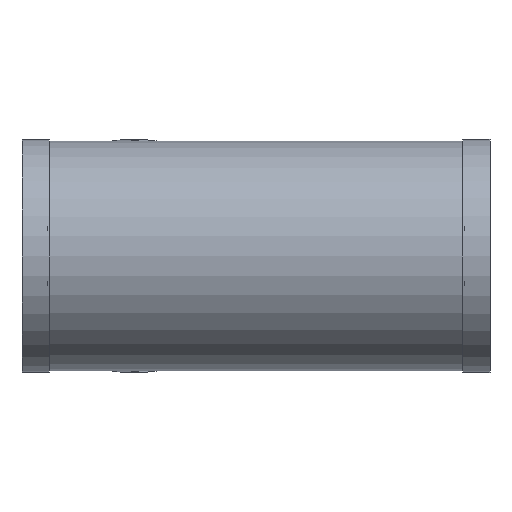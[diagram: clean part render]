
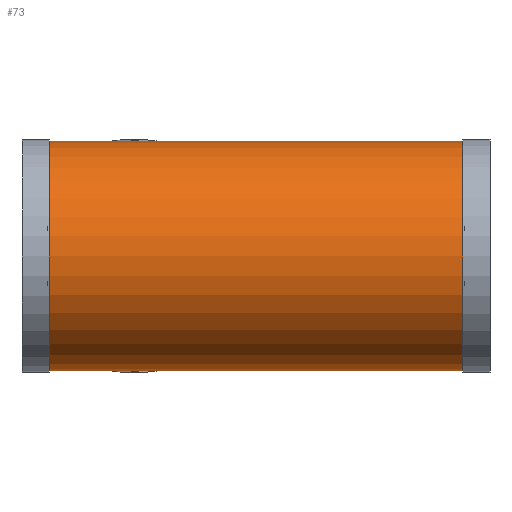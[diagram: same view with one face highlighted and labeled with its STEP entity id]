
A CAD part, front view. The second image highlights one B-rep face of the part: STEP entity #73.
In plain terms, the highlighted cylindrical face has radius 225 mm (diameter 450 mm), a full revolution.
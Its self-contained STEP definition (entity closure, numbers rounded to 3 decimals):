
#73 = ADVANCED_FACE( '', ( #159, #160, #161 ), #162, .T. );
#159 = FACE_OUTER_BOUND( '', #244, .T. );
#160 = FACE_BOUND( '', #245, .T. );
#161 = FACE_OUTER_BOUND( '', #246, .T. );
#162 = CYLINDRICAL_SURFACE( '', #247, 225. );
#244 = EDGE_LOOP( '', ( #354 ) );
#245 = EDGE_LOOP( '', ( #355, #356 ) );
#246 = EDGE_LOOP( '', ( #357 ) );
#247 = AXIS2_PLACEMENT_3D( '', #358, #359, #360 );
#354 = ORIENTED_EDGE( '', *, *, #404, .T. );
#355 = ORIENTED_EDGE( '', *, *, #416, .F. );
#356 = ORIENTED_EDGE( '', *, *, #417, .F. );
#357 = ORIENTED_EDGE( '', *, *, #408, .F. );
#358 = CARTESIAN_POINT( '', ( 459., 0., 0. ) );
#359 = DIRECTION( '', ( -1., 0., 0. ) );
#360 = DIRECTION( '', ( 0., 0., -1. ) );
#404 = EDGE_CURVE( '', #459, #459, #460, .T. );
#408 = EDGE_CURVE( '', #464, #464, #465, .T. );
#416 = EDGE_CURVE( '', #476, #477, #478, .F. );
#417 = EDGE_CURVE( '', #477, #476, #479, .F. );
#459 = VERTEX_POINT( '', #522 );
#460 = CIRCLE( '', #523, 225. );
#464 = VERTEX_POINT( '', #527 );
#465 = CIRCLE( '', #528, 225. );
#476 = VERTEX_POINT( '', #539 );
#477 = VERTEX_POINT( '', #540 );
#478 = ELLIPSE( '', #541, 587.953, 225. );
#479 = ELLIPSE( '', #542, 243.538, 225. );
#522 = CARTESIAN_POINT( '', ( -405.4, 0., -225. ) );
#523 = AXIS2_PLACEMENT_3D( '', #590, #591, #592 );
#527 = CARTESIAN_POINT( '', ( 405.4, 0., -225. ) );
#528 = AXIS2_PLACEMENT_3D( '', #593, #594, #595 );
#539 = CARTESIAN_POINT( '', ( 225., 0., -225. ) );
#540 = CARTESIAN_POINT( '', ( 225., 0., 225. ) );
#541 = AXIS2_PLACEMENT_3D( '', #605, #606, #607 );
#542 = AXIS2_PLACEMENT_3D( '', #608, #609, #610 );
#590 = CARTESIAN_POINT( '', ( -405.4, 0., 0. ) );
#591 = DIRECTION( '', ( 1., 0., 0. ) );
#592 = DIRECTION( '', ( 0., 0., -1. ) );
#593 = CARTESIAN_POINT( '', ( 405.4, 0., 0. ) );
#594 = DIRECTION( '', ( 1., 0., 0. ) );
#595 = DIRECTION( '', ( 0., 0., -1. ) );
#605 = CARTESIAN_POINT( '', ( 225., 0., 0. ) );
#606 = DIRECTION( '', ( -0.383, -0.924, 0. ) );
#607 = DIRECTION( '', ( 0.924, -0.383, 0. ) );
#608 = CARTESIAN_POINT( '', ( 225., 0., 0. ) );
#609 = DIRECTION( '', ( 0.924, -0.383, 0. ) );
#610 = DIRECTION( '', ( -0.383, -0.924, 0. ) );
